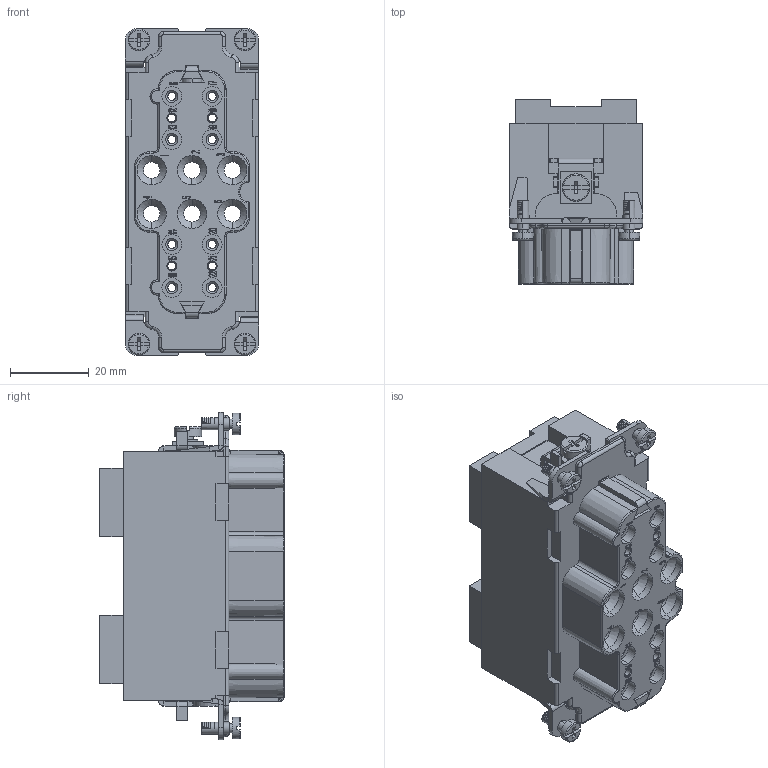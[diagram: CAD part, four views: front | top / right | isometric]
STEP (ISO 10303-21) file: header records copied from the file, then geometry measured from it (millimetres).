
FILE_DESCRIPTION((''),'2;1');
FILE_NAME('G_5','2017-09-04T',('tl.yang'),(''),'PRO/ENGINEER BY PARAMETRIC TECHNOLOGY CORPORATION, 2011500','PRO/ENGINEER BY PARAMETRIC TECHNOLOGY CORPORATION, 2011500','');
FILE_SCHEMA(('CONFIG_CONTROL_DESIGN'));
Products named in the file (1): G_5
Bounding box: 34 x 47 x 83.31 mm (x, y, z)
Volume: 65575.9 mm3; surface area: 31982.3 mm2
Topology: 1 solids, 27 shells, 2923 faces, 8064 edges, 5332 vertices
Faces by surface type: plane 2380, cylinder 331, cone 123, torus 61, bspline 26, sphere 2
Entity records: 93649 total; most frequent: CARTESIAN_POINT 18523, ORIENTED_EDGE 16124, DIRECTION 14641, EDGE_CURVE 8062, VECTOR 6793, LINE 6793, VERTEX_POINT 5332, AXIS2_PLACEMENT_3D 3924
